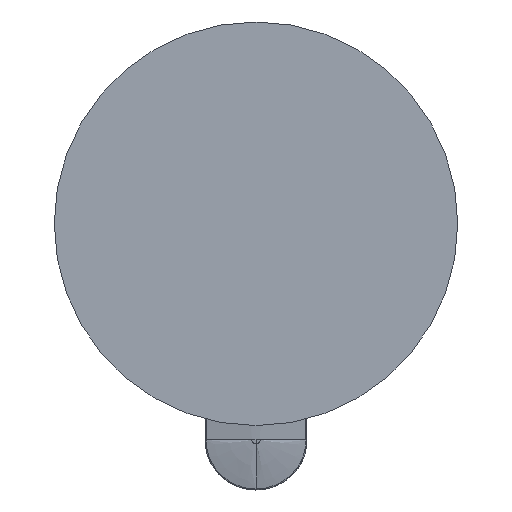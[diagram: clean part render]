
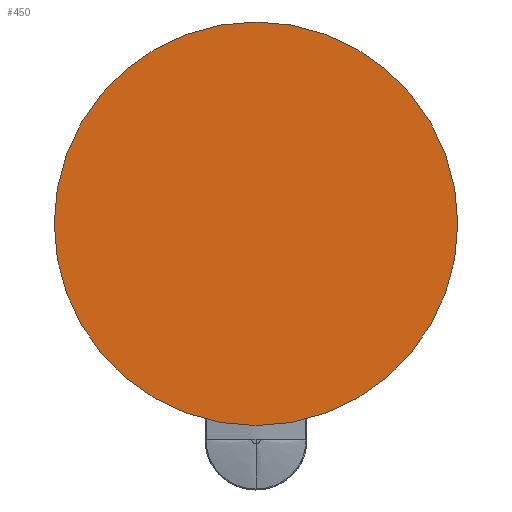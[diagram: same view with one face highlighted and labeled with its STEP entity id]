
A CAD part, left-side view. The second image highlights one B-rep face of the part: STEP entity #450.
In plain terms, the highlighted planar face has unit normal (-1, 0, 0).
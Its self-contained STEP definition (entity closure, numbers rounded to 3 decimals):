
#131=ORIENTED_EDGE('',*,*,#253,.F.);
#253=EDGE_CURVE('',#321,#321,#369,.T.);
#321=VERTEX_POINT('',#725);
#369=CIRCLE('',#640,80.5);
#380=EDGE_LOOP('',(#131));
#414=FACE_BOUND('',#380,.T.);
#448=PLANE('',#639);
#450=ADVANCED_FACE('',(#414),#448,.F.);
#639=AXIS2_PLACEMENT_3D('',#723,#667,#668);
#640=AXIS2_PLACEMENT_3D('',#724,#669,#670);
#667=DIRECTION('',(1.,0.,0.));
#668=DIRECTION('',(0.,1.,0.));
#669=DIRECTION('',(1.,0.,0.));
#670=DIRECTION('',(0.,1.,0.));
#723=CARTESIAN_POINT('',(60.203,0.,1.));
#724=CARTESIAN_POINT('',(60.203,0.,1.));
#725=CARTESIAN_POINT('',(60.203,80.5,1.));
